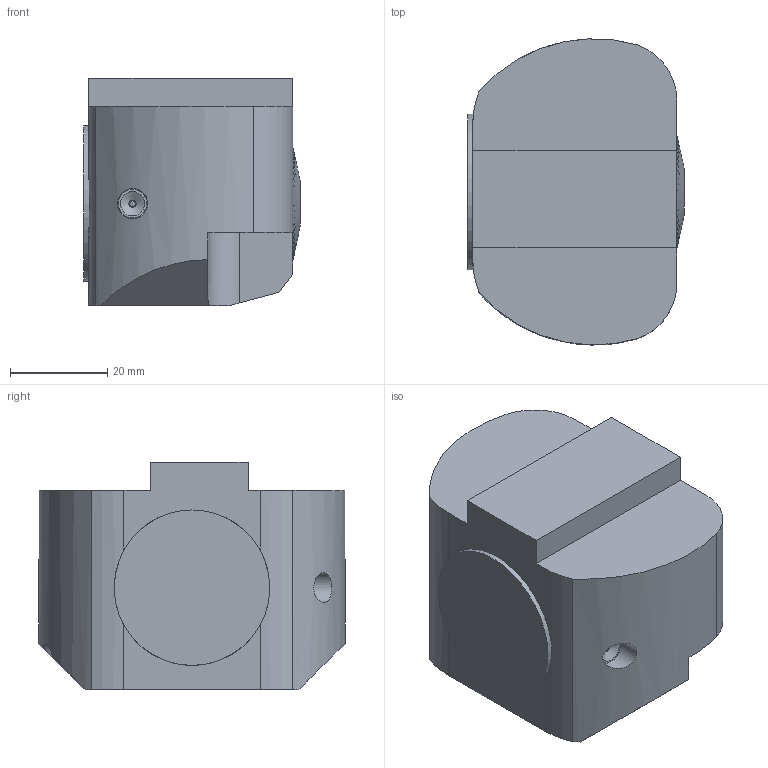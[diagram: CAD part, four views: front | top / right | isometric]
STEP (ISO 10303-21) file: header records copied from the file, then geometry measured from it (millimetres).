
FILE_DESCRIPTION(/* description */ (''),/* implementation_level */ '2;1');
FILE_NAME(/* name */ '1559813588654.stp',/* time_stamp */ '2019-06-06T11:33:11+02:00',/* author */ (''),/* organization */ ('SMS'),/* preprocessor_version */ 'ST-DEVELOPER v15',/* originating_system */ 'SIEMENS PLM Software NX 8.5',/* authorisation */ '');
FILE_SCHEMA (('AUTOMOTIVE_DESIGN { 1 0 10303 214 3 1 1 1 }'));
Length unit declared in the file: millimetre
Products named in the file (1): 111169597mod000_01
Bounding box: 44.58 x 62.99 x 46.8 mm (x, y, z)
Volume: 28167.7 mm3; surface area: 21708.8 mm2
Topology: 1 solids, 2 shells, 277 faces, 798 edges, 534 vertices
Faces by surface type: plane 248, cylinder 22, cone 6, sphere 1
Full cylindrical faces by diameter (mm): 4.7 x1, 6 x1, 6.25 x1, 9.5 x1, 10 x1, 10.2 x1, 32 x2
Entity records: 9172 total; most frequent: CARTESIAN_POINT 2117, ORIENTED_EDGE 1546, DIRECTION 1294, EDGE_CURVE 773, VERTEX_POINT 522, LINE 498, VECTOR 498, AXIS2_PLACEMENT_3D 398
